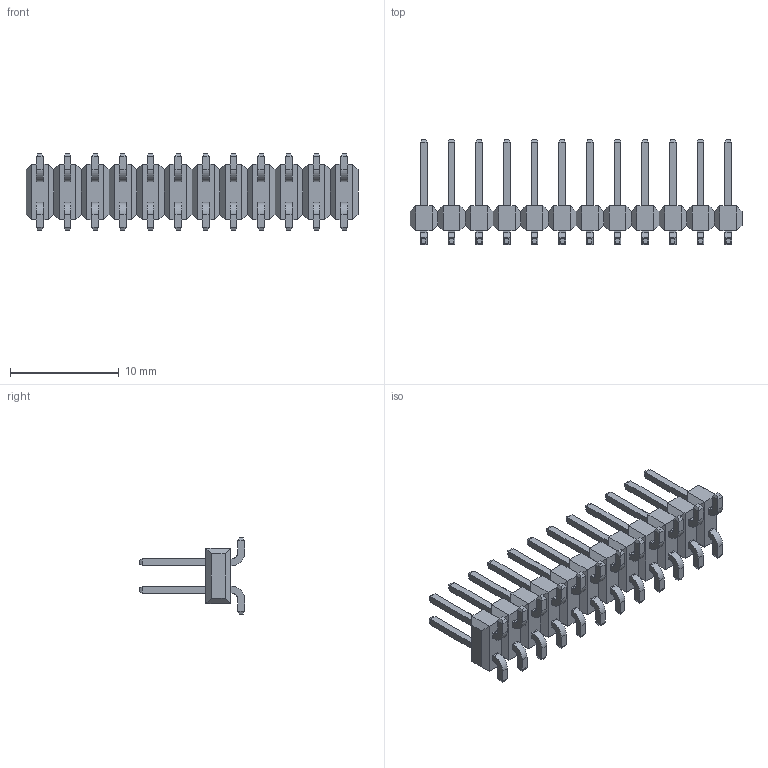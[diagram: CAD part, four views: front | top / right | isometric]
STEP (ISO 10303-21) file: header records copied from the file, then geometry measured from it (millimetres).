
FILE_DESCRIPTION((''),'2;1');
FILE_NAME('015910240','2016-12-20T',('ghp'),(''),'PRO/ENGINEER BY PARAMETRIC TECHNOLOGY CORPORATION, 2012310','PRO/ENGINEER BY PARAMETRIC TECHNOLOGY CORPORATION, 2012310','');
FILE_SCHEMA(('CONFIG_CONTROL_DESIGN'));
Length unit declared in the file: inch
Products named in the file (1): 015910240
Bounding box: 30.48 x 9.65 x 6.99 mm (x, y, z)
Volume: 397.1 mm3; surface area: 1026.6 mm2
Topology: 1 solids, 1 shells, 674 faces, 1636 edges, 1012 vertices
Faces by surface type: plane 626, cylinder 48
Entity records: 18853 total; most frequent: CARTESIAN_POINT 3227, DIRECTION 3082, ORIENTED_EDGE 3080, VECTOR 1540, LINE 1540, EDGE_CURVE 1540, VERTEX_POINT 916, AXIS2_PLACEMENT_3D 771
